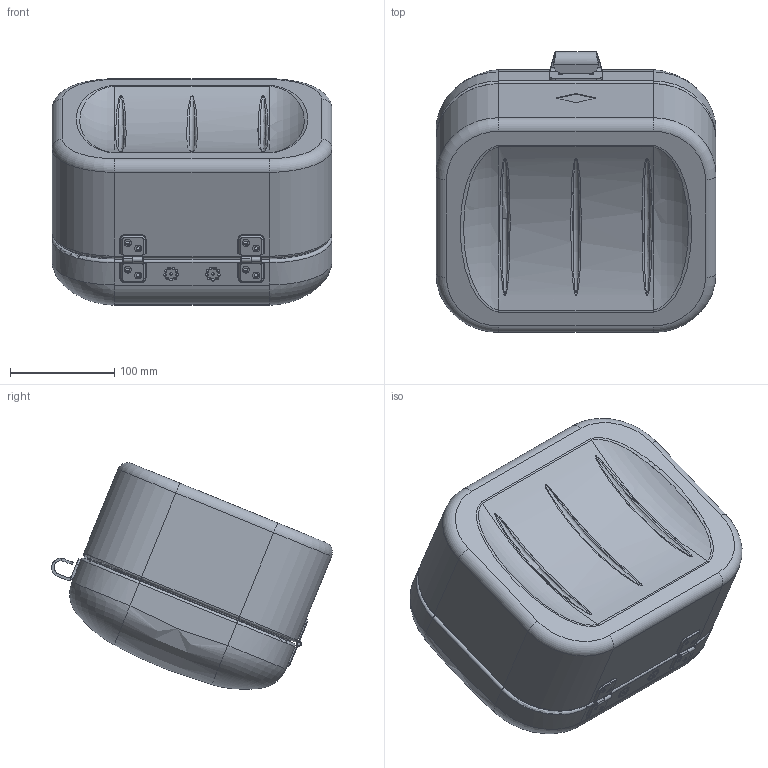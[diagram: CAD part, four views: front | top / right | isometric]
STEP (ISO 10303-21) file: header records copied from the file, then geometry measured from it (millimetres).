
FILE_DESCRIPTION(/* description */ (''),/* implementation_level */ '2;1');
FILE_NAME(/* name */ '235 Single Grandy.stp',/* time_stamp */ '2024-05-13T16:00:58+02:00',/* author */ ('l.breulmann'),/* organization */ (''),/* preprocessor_version */ 'ST-DEVELOPER v20',/* originating_system */ 'Autodesk Inventor 2025',/* authorisation */ '');
FILE_SCHEMA (('AUTOMOTIVE_DESIGN { 1 0 10303 214 3 1 1 }'));
Length unit declared in the file: millimetre
Products named in the file (8): 235 Single Grandy; 2351002-1 Single Grandy Rumpf; 2351001-1Single Grandy Deckel; Blechlogo Dummy; 3701004-1 Griff 1; 3701005-1 Scharnierteil unten; 3701008-1 Scharnierstift; 2351007-1
Assembly tree (12 placements, depth 2):
  235 Single Grandy
    2351002-1 Single Grandy Rumpf
    2351001-1Single Grandy Deckel
    Blechlogo Dummy
    3701004-1 Griff 1
    3701005-1 Scharnierteil unten  x4
    3701008-1 Scharnierstift  x2
    2351007-1  x2
Bounding box: 268 x 268.91 x 216.82 mm (x, y, z)
Volume: 199095.3 mm3; surface area: 697287.4 mm2
Topology: 13 solids, 15 shells, 531 faces, 1312 edges, 812 vertices
Faces by surface type: cylinder 214, plane 187, bspline 54, torus 50, cone 18, sphere 8
Full cylindrical faces by diameter (mm): 2 x2, 2.5 x11, 2.726 x9, 3 x2, 3.4 x2, 3.5 x2, 4.2 x20, 7 x8
Entity records: 27000 total; most frequent: CARTESIAN_POINT 17509, ORIENTED_EDGE 1970, DIRECTION 1732, EDGE_CURVE 1009, AXIS2_PLACEMENT_3D 693, VERTEX_POINT 621, EDGE_LOOP 502, ADVANCED_FACE 417
